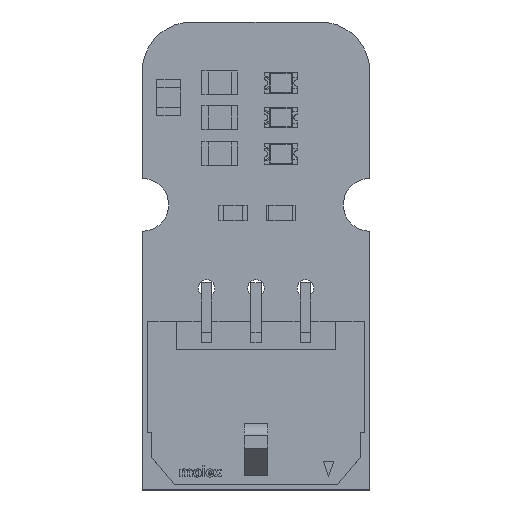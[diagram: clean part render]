
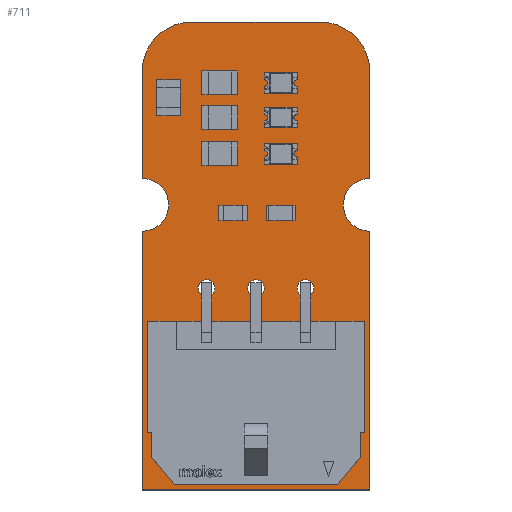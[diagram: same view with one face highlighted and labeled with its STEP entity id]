
A CAD part, top view. The second image highlights one B-rep face of the part: STEP entity #711.
In plain terms, the highlighted planar face has unit normal (0, 0, 1).
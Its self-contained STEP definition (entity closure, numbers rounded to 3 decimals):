
#96 = VERTEX_POINT('',#97);
#97 = CARTESIAN_POINT('',(39.2,25.4,1.591));
#103 = EDGE_CURVE('',#96,#104,#106,.T.);
#104 = VERTEX_POINT('',#105);
#105 = CARTESIAN_POINT('',(25.4,25.4,1.591));
#106 = LINE('',#107,#108);
#107 = CARTESIAN_POINT('',(39.2,25.4,1.591));
#108 = VECTOR('',#109,1.);
#109 = DIRECTION('',(-1.,0.,0.));
#136 = VERTEX_POINT('',#137);
#137 = CARTESIAN_POINT('',(39.2,41.1,1.591));
#143 = EDGE_CURVE('',#136,#96,#144,.T.);
#144 = LINE('',#145,#146);
#145 = CARTESIAN_POINT('',(39.2,50.8,1.591));
#146 = VECTOR('',#147,1.);
#147 = DIRECTION('',(0.,-1.,0.));
#167 = VERTEX_POINT('',#168);
#168 = CARTESIAN_POINT('',(39.2,44.3,1.591));
#174 = EDGE_CURVE('',#167,#136,#175,.T.);
#175 = CIRCLE('',#176,1.6);
#176 = AXIS2_PLACEMENT_3D('',#177,#178,#179);
#177 = CARTESIAN_POINT('',(39.2,42.7,1.591));
#178 = DIRECTION('',(0.,0.,1.));
#179 = DIRECTION('',(1.,0.,-0.));
#200 = VERTEX_POINT('',#201);
#201 = CARTESIAN_POINT('',(39.2,50.8,1.591));
#207 = EDGE_CURVE('',#200,#167,#208,.T.);
#208 = LINE('',#209,#210);
#209 = CARTESIAN_POINT('',(39.2,50.8,1.591));
#210 = VECTOR('',#211,1.);
#211 = DIRECTION('',(0.,-1.,0.));
#231 = VERTEX_POINT('',#232);
#232 = CARTESIAN_POINT('',(36.2,53.8,1.591));
#238 = EDGE_CURVE('',#231,#200,#239,.T.);
#239 = CIRCLE('',#240,3.001);
#240 = AXIS2_PLACEMENT_3D('',#241,#242,#243);
#241 = CARTESIAN_POINT('',(36.199,50.799,1.591));
#242 = DIRECTION('',(0.,0.,-1.));
#243 = DIRECTION('',(0.,1.,0.));
#264 = VERTEX_POINT('',#265);
#265 = CARTESIAN_POINT('',(28.4,53.8,1.591));
#271 = EDGE_CURVE('',#264,#231,#272,.T.);
#272 = LINE('',#273,#274);
#273 = CARTESIAN_POINT('',(28.4,53.8,1.591));
#274 = VECTOR('',#275,1.);
#275 = DIRECTION('',(1.,0.,0.));
#295 = VERTEX_POINT('',#296);
#296 = CARTESIAN_POINT('',(25.4,50.8,1.591));
#302 = EDGE_CURVE('',#295,#264,#303,.T.);
#303 = CIRCLE('',#304,3.001);
#304 = AXIS2_PLACEMENT_3D('',#305,#306,#307);
#305 = CARTESIAN_POINT('',(28.401,50.799,1.591));
#306 = DIRECTION('',(0.,0.,-1.));
#307 = DIRECTION('',(-1.,0.,0.));
#328 = VERTEX_POINT('',#329);
#329 = CARTESIAN_POINT('',(25.4,44.3,1.591));
#335 = EDGE_CURVE('',#328,#295,#336,.T.);
#336 = LINE('',#337,#338);
#337 = CARTESIAN_POINT('',(25.4,25.4,1.591));
#338 = VECTOR('',#339,1.);
#339 = DIRECTION('',(0.,1.,0.));
#359 = VERTEX_POINT('',#360);
#360 = CARTESIAN_POINT('',(27.,42.7,1.591));
#366 = EDGE_CURVE('',#359,#328,#367,.T.);
#367 = CIRCLE('',#368,1.6);
#368 = AXIS2_PLACEMENT_3D('',#369,#370,#371);
#369 = CARTESIAN_POINT('',(25.4,42.7,1.591));
#370 = DIRECTION('',(0.,0.,1.));
#371 = DIRECTION('',(1.,0.,-0.));
#392 = VERTEX_POINT('',#393);
#393 = CARTESIAN_POINT('',(25.4,41.1,1.591));
#399 = EDGE_CURVE('',#392,#359,#400,.T.);
#400 = CIRCLE('',#401,1.6);
#401 = AXIS2_PLACEMENT_3D('',#402,#403,#404);
#402 = CARTESIAN_POINT('',(25.4,42.7,1.591));
#403 = DIRECTION('',(0.,0.,1.));
#404 = DIRECTION('',(1.,0.,-0.));
#423 = EDGE_CURVE('',#104,#392,#424,.T.);
#424 = LINE('',#425,#426);
#425 = CARTESIAN_POINT('',(25.4,25.4,1.591));
#426 = VECTOR('',#427,1.);
#427 = DIRECTION('',(0.,1.,0.));
#447 = VERTEX_POINT('',#448);
#448 = CARTESIAN_POINT('',(33.8,30.325,1.591));
#454 = EDGE_CURVE('',#447,#447,#455,.T.);
#455 = CIRCLE('',#456,1.5);
#456 = AXIS2_PLACEMENT_3D('',#457,#458,#459);
#457 = CARTESIAN_POINT('',(32.3,30.325,1.591));
#458 = DIRECTION('',(0.,0.,1.));
#459 = DIRECTION('',(1.,0.,-0.));
#480 = VERTEX_POINT('',#481);
#481 = CARTESIAN_POINT('',(35.81,34.645,1.591));
#487 = EDGE_CURVE('',#480,#480,#488,.T.);
#488 = CIRCLE('',#489,0.51);
#489 = AXIS2_PLACEMENT_3D('',#490,#491,#492);
#490 = CARTESIAN_POINT('',(35.3,34.645,1.591));
#491 = DIRECTION('',(0.,0.,1.));
#492 = DIRECTION('',(1.,0.,-0.));
#513 = VERTEX_POINT('',#514);
#514 = CARTESIAN_POINT('',(35.81,37.645,1.591));
#520 = EDGE_CURVE('',#513,#513,#521,.T.);
#521 = CIRCLE('',#522,0.51);
#522 = AXIS2_PLACEMENT_3D('',#523,#524,#525);
#523 = CARTESIAN_POINT('',(35.3,37.645,1.591));
#524 = DIRECTION('',(0.,0.,1.));
#525 = DIRECTION('',(1.,0.,-0.));
#546 = VERTEX_POINT('',#547);
#547 = CARTESIAN_POINT('',(32.81,34.645,1.591));
#553 = EDGE_CURVE('',#546,#546,#554,.T.);
#554 = CIRCLE('',#555,0.51);
#555 = AXIS2_PLACEMENT_3D('',#556,#557,#558);
#556 = CARTESIAN_POINT('',(32.3,34.645,1.591));
#557 = DIRECTION('',(0.,0.,1.));
#558 = DIRECTION('',(1.,0.,-0.));
#579 = VERTEX_POINT('',#580);
#580 = CARTESIAN_POINT('',(29.81,34.645,1.591));
#586 = EDGE_CURVE('',#579,#579,#587,.T.);
#587 = CIRCLE('',#588,0.51);
#588 = AXIS2_PLACEMENT_3D('',#589,#590,#591);
#589 = CARTESIAN_POINT('',(29.3,34.645,1.591));
#590 = DIRECTION('',(0.,0.,1.));
#591 = DIRECTION('',(1.,0.,-0.));
#612 = VERTEX_POINT('',#613);
#613 = CARTESIAN_POINT('',(32.81,37.645,1.591));
#619 = EDGE_CURVE('',#612,#612,#620,.T.);
#620 = CIRCLE('',#621,0.51);
#621 = AXIS2_PLACEMENT_3D('',#622,#623,#624);
#622 = CARTESIAN_POINT('',(32.3,37.645,1.591));
#623 = DIRECTION('',(0.,0.,1.));
#624 = DIRECTION('',(1.,0.,-0.));
#645 = VERTEX_POINT('',#646);
#646 = CARTESIAN_POINT('',(29.81,37.645,1.591));
#652 = EDGE_CURVE('',#645,#645,#653,.T.);
#653 = CIRCLE('',#654,0.51);
#654 = AXIS2_PLACEMENT_3D('',#655,#656,#657);
#655 = CARTESIAN_POINT('',(29.3,37.645,1.591));
#656 = DIRECTION('',(0.,0.,1.));
#657 = DIRECTION('',(1.,0.,-0.));
#711 = ADVANCED_FACE('',(#712,#725,#728,#731,#734,#737,#740,#743),#746,
  .F.);
#712 = FACE_BOUND('',#713,.F.);
#713 = EDGE_LOOP('',(#714,#715,#716,#717,#718,#719,#720,#721,#722,#723,
    #724));
#714 = ORIENTED_EDGE('',*,*,#103,.T.);
#715 = ORIENTED_EDGE('',*,*,#423,.T.);
#716 = ORIENTED_EDGE('',*,*,#399,.T.);
#717 = ORIENTED_EDGE('',*,*,#366,.T.);
#718 = ORIENTED_EDGE('',*,*,#335,.T.);
#719 = ORIENTED_EDGE('',*,*,#302,.T.);
#720 = ORIENTED_EDGE('',*,*,#271,.T.);
#721 = ORIENTED_EDGE('',*,*,#238,.T.);
#722 = ORIENTED_EDGE('',*,*,#207,.T.);
#723 = ORIENTED_EDGE('',*,*,#174,.T.);
#724 = ORIENTED_EDGE('',*,*,#143,.T.);
#725 = FACE_BOUND('',#726,.F.);
#726 = EDGE_LOOP('',(#727));
#727 = ORIENTED_EDGE('',*,*,#454,.T.);
#728 = FACE_BOUND('',#729,.F.);
#729 = EDGE_LOOP('',(#730));
#730 = ORIENTED_EDGE('',*,*,#487,.T.);
#731 = FACE_BOUND('',#732,.F.);
#732 = EDGE_LOOP('',(#733));
#733 = ORIENTED_EDGE('',*,*,#520,.T.);
#734 = FACE_BOUND('',#735,.F.);
#735 = EDGE_LOOP('',(#736));
#736 = ORIENTED_EDGE('',*,*,#553,.T.);
#737 = FACE_BOUND('',#738,.F.);
#738 = EDGE_LOOP('',(#739));
#739 = ORIENTED_EDGE('',*,*,#586,.T.);
#740 = FACE_BOUND('',#741,.F.);
#741 = EDGE_LOOP('',(#742));
#742 = ORIENTED_EDGE('',*,*,#619,.T.);
#743 = FACE_BOUND('',#744,.F.);
#744 = EDGE_LOOP('',(#745));
#745 = ORIENTED_EDGE('',*,*,#652,.T.);
#746 = PLANE('',#747);
#747 = AXIS2_PLACEMENT_3D('',#748,#749,#750);
#748 = CARTESIAN_POINT('',(32.3,39.115,1.591));
#749 = DIRECTION('',(-0.,-0.,-1.));
#750 = DIRECTION('',(-1.,0.,0.));
